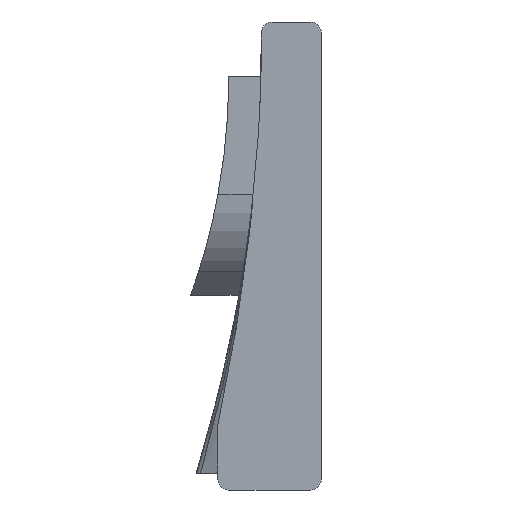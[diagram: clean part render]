
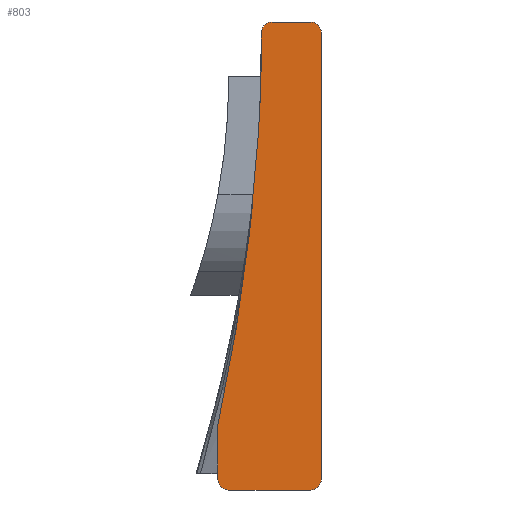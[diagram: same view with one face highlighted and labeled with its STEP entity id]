
A CAD part, front view. The second image highlights one B-rep face of the part: STEP entity #803.
In plain terms, the highlighted planar face has unit normal (0, -1, 0).
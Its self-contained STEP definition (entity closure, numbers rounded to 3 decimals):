
#42=PLANE('',#903);
#82=FACE_OUTER_BOUND('',#128,.T.);
#128=EDGE_LOOP('',(#642,#643,#644,#645,#646,#647,#648,#649,#650,#651));
#199=LINE('',#1899,#252);
#200=LINE('',#1903,#253);
#201=LINE('',#1907,#254);
#202=LINE('',#1911,#255);
#252=VECTOR('',#1074,10.);
#253=VECTOR('',#1077,10.);
#254=VECTOR('',#1080,10.);
#255=VECTOR('',#1085,10.);
#290=CIRCLE('',#870,1363.333);
#306=CIRCLE('',#902,10.);
#307=CIRCLE('',#904,10.);
#308=CIRCLE('',#905,10.);
#309=CIRCLE('',#906,10.);
#310=CIRCLE('',#907,1827.64);
#348=VERTEX_POINT('',#1609);
#349=VERTEX_POINT('',#1618);
#377=VERTEX_POINT('',#1892);
#378=VERTEX_POINT('',#1894);
#379=VERTEX_POINT('',#1898);
#380=VERTEX_POINT('',#1900);
#381=VERTEX_POINT('',#1902);
#382=VERTEX_POINT('',#1904);
#383=VERTEX_POINT('',#1906);
#384=VERTEX_POINT('',#1909);
#434=EDGE_CURVE('',#349,#348,#290,.T.);
#479=EDGE_CURVE('',#377,#378,#306,.T.);
#481=EDGE_CURVE('',#379,#377,#199,.T.);
#482=EDGE_CURVE('',#380,#379,#307,.T.);
#483=EDGE_CURVE('',#381,#380,#200,.T.);
#484=EDGE_CURVE('',#382,#381,#308,.T.);
#485=EDGE_CURVE('',#383,#382,#201,.T.);
#486=EDGE_CURVE('',#349,#383,#309,.T.);
#487=EDGE_CURVE('',#384,#348,#310,.T.);
#488=EDGE_CURVE('',#378,#384,#202,.T.);
#642=ORIENTED_EDGE('',*,*,#479,.F.);
#643=ORIENTED_EDGE('',*,*,#481,.F.);
#644=ORIENTED_EDGE('',*,*,#482,.F.);
#645=ORIENTED_EDGE('',*,*,#483,.F.);
#646=ORIENTED_EDGE('',*,*,#484,.F.);
#647=ORIENTED_EDGE('',*,*,#485,.F.);
#648=ORIENTED_EDGE('',*,*,#486,.F.);
#649=ORIENTED_EDGE('',*,*,#434,.T.);
#650=ORIENTED_EDGE('',*,*,#487,.F.);
#651=ORIENTED_EDGE('',*,*,#488,.F.);
#803=ADVANCED_FACE('',(#82),#42,.T.);
#870=AXIS2_PLACEMENT_3D('',#1619,#995,#996);
#902=AXIS2_PLACEMENT_3D('',#1895,#1069,#1070);
#903=AXIS2_PLACEMENT_3D('',#1897,#1072,#1073);
#904=AXIS2_PLACEMENT_3D('',#1901,#1075,#1076);
#905=AXIS2_PLACEMENT_3D('',#1905,#1078,#1079);
#906=AXIS2_PLACEMENT_3D('',#1908,#1081,#1082);
#907=AXIS2_PLACEMENT_3D('',#1910,#1083,#1084);
#995=DIRECTION('center_axis',(0.,1.,0.));
#996=DIRECTION('ref_axis',(1.,0.,0.));
#1069=DIRECTION('center_axis',(0.,1.,0.));
#1070=DIRECTION('ref_axis',(-0.707,0.,-0.707));
#1072=DIRECTION('center_axis',(0.,-1.,0.));
#1073=DIRECTION('ref_axis',(0.,0.,-1.));
#1074=DIRECTION('',(-1.,0.,0.));
#1075=DIRECTION('center_axis',(0.,1.,0.));
#1076=DIRECTION('ref_axis',(0.707,0.,-0.707));
#1077=DIRECTION('',(0.,0.,-1.));
#1078=DIRECTION('center_axis',(0.,1.,0.));
#1079=DIRECTION('ref_axis',(0.707,0.,0.707));
#1080=DIRECTION('',(1.,0.,0.));
#1081=DIRECTION('center_axis',(0.,1.,0.));
#1082=DIRECTION('ref_axis',(-0.708,0.,0.706));
#1083=DIRECTION('center_axis',(0.,-1.,0.));
#1084=DIRECTION('ref_axis',(0.978,0.,-0.211));
#1085=DIRECTION('',(0.,0.,1.));
#1609=CARTESIAN_POINT('',(7.202,0.,312.706));
#1618=CARTESIAN_POINT('',(9.991,0.,404.964));
#1619=CARTESIAN_POINT('Origin',(-1353.333,0.,
400.));
#1892=CARTESIAN_POINT('',(-20.,0.,-15.));
#1894=CARTESIAN_POINT('',(-30.,0.,-5.));
#1895=CARTESIAN_POINT('Origin',(-20.,0.,-5.));
#1897=CARTESIAN_POINT('Origin',(0.,0.,400.));
#1898=CARTESIAN_POINT('',(55.,0.,-15.));
#1899=CARTESIAN_POINT('',(65.,0.,-15.));
#1900=CARTESIAN_POINT('',(65.,0.,-5.));
#1901=CARTESIAN_POINT('Origin',(55.,0.,-5.));
#1902=CARTESIAN_POINT('',(65.,0.,405.));
#1903=CARTESIAN_POINT('',(65.,0.,415.));
#1904=CARTESIAN_POINT('',(55.,0.,415.));
#1905=CARTESIAN_POINT('Origin',(55.,0.,405.));
#1906=CARTESIAN_POINT('',(19.991,0.,415.));
#1907=CARTESIAN_POINT('',(9.917,0.,415.));
#1908=CARTESIAN_POINT('Origin',(19.991,0.,405.));
#1909=CARTESIAN_POINT('',(-30.,0.,45.));
#1910=CARTESIAN_POINT('Origin',(-1816.688,0.,
429.729));
#1911=CARTESIAN_POINT('',(-30.,0.,-15.));
